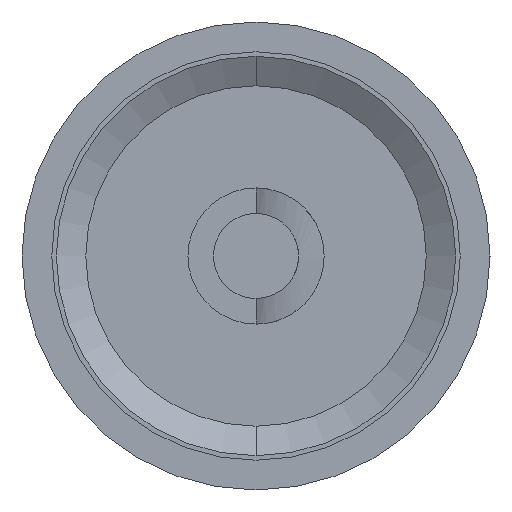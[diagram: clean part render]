
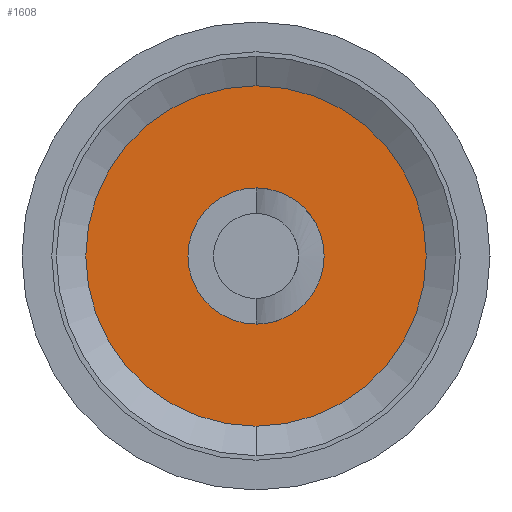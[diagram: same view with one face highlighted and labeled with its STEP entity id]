
A CAD part, left-side view. The second image highlights one B-rep face of the part: STEP entity #1608.
In plain terms, the highlighted planar face has unit normal (-1, 0, 0).
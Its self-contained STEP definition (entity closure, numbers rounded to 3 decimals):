
#1150=CARTESIAN_POINT('',(1.78,0.,1.85));
#1151=VERTEX_POINT('',#1150);
#1167=CARTESIAN_POINT('',(1.78,0.,5.85));
#1168=VERTEX_POINT('',#1167);
#1175=CARTESIAN_POINT('',(1.78,0.,3.85));
#1176=DIRECTION('',(-1.0,0.0,0.0));
#1177=DIRECTION('',(0.0,0.0,-1.0));
#1178=AXIS2_PLACEMENT_3D('',#1175,#1176,#1177);
#1179=CIRCLE('',#1178,2.);
#1180=EDGE_CURVE('',#1151,#1168,#1179,.T.);
#1587=CARTESIAN_POINT('',(1.78,0.,3.85));
#1588=DIRECTION('',(-1.0,0.0,0.0));
#1589=DIRECTION('',(0.0,0.0,-1.0));
#1590=AXIS2_PLACEMENT_3D('',#1587,#1588,#1589);
#1591=CIRCLE('',#1590,2.);
#1592=EDGE_CURVE('',#1168,#1151,#1591,.T.);
#1599=CARTESIAN_POINT('',(1.78,-2.2,6.05));
#1600=DIRECTION('',(-1.0,0.0,0.0));
#1601=DIRECTION('',(0.0,1.0,0.0));
#1602=AXIS2_PLACEMENT_3D('',#1599,#1600,#1601);
#1603=PLANE('',#1602);
#1604=ORIENTED_EDGE('',*,*,#1180,.T.);
#1605=ORIENTED_EDGE('',*,*,#1592,.T.);
#1606=EDGE_LOOP('',(#1604,#1605));
#1607=FACE_OUTER_BOUND('',#1606,.T.);
#1608=ADVANCED_FACE('',(#1607),#1603,.T.);
